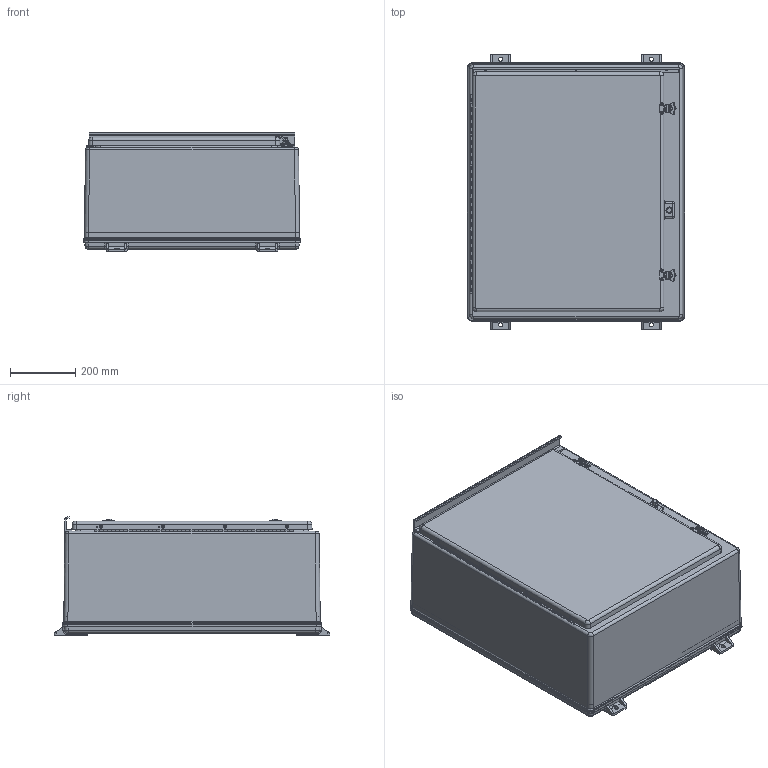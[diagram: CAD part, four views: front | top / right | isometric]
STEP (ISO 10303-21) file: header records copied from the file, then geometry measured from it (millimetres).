
FILE_DESCRIPTION (( 'STEP AP214' ), '1' );
FILE_NAME ('T302412RT.STEP', '2018-11-08T14:04:58', ( '' ), ( '' ), 'SwSTEP 2.0', 'SolidWorks 2018', '' );
FILE_SCHEMA (( 'AUTOMOTIVE_DESIGN' ));
Length unit declared in the file: inch
Products named in the file (1): T302412RT
Bounding box: 667.54 x 848.52 x 363.54 mm (x, y, z)
Volume: 11358562.3 mm3; surface area: 4568234.4 mm2
Topology: 40 solids, 40 shells, 1219 faces, 2988 edges, 1862 vertices
Faces by surface type: cylinder 486, plane 479, bspline 189, cone 38, torus 27
Full cylindrical faces by diameter (mm): 1.587 x8, 1.651 x3, 2.54 x8, 3.175 x49, 3.302 x29, 3.429 x4, 3.5 x4, 3.556 x8, 3.969 x4, 4.762 x6, 4.763 x6, 5.08 x4, 5.105 x9, 5.11 x1, 6.35 x1, 7.137 x2, 7.544 x3, 8.64 x2, 9.068 x8, 10.312 x1, 12.954 x2, 12.959 x2, 14.3 x4
Entity records: 61082 total; most frequent: CARTESIAN_POINT 17650, ORIENTED_EDGE 5418, DIRECTION 5300, EDGE_CURVE 2709, AXIS2_PLACEMENT_3D 1965, VERTEX_POINT 1827, EDGE_LOOP 1730, FACE_OUTER_BOUND 1419
